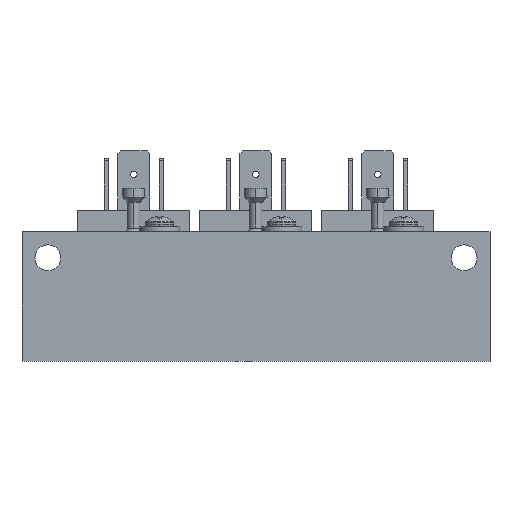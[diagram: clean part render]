
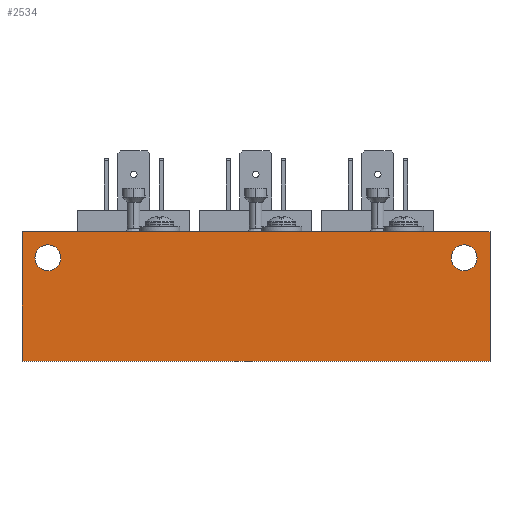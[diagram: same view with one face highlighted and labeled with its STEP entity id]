
A CAD part, front view. The second image highlights one B-rep face of the part: STEP entity #2534.
In plain terms, the highlighted planar face has unit normal (0, -1, 0).
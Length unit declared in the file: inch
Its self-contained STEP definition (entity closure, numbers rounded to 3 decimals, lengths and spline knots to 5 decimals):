
#122 = VERTEX_POINT ( 'NONE', #27459 ) ;
#139 = DIRECTION ( 'NONE',  ( 0., -1., 0. ) ) ;
#246 = EDGE_CURVE ( 'NONE', #14579, #20867, #11796, .T. ) ;
#614 = DIRECTION ( 'NONE',  ( 1., 0., 0. ) ) ;
#652 = DIRECTION ( 'NONE',  ( 0., 0., 1. ) ) ;
#1108 = DIRECTION ( 'NONE',  ( 0., 0., 1. ) ) ;
#1343 = LINE ( 'NONE', #29470, #8656 ) ;
#1667 = DIRECTION ( 'NONE',  ( 0., 0., 1. ) ) ;
#2534 = ADVANCED_FACE ( 'Defeatured_0_15', ( #14254, #23619, #2564 ), #11945, .F. ) ;
#2564 = FACE_BOUND ( 'NONE', #5825, .T. ) ;
#2631 = CARTESIAN_POINT ( 'NONE',  ( 0., 0., 0. ) ) ;
#3100 = VERTEX_POINT ( 'NONE', #16661 ) ;
#3105 = EDGE_CURVE ( 'NONE', #3100, #122, #29820, .T. ) ;
#3619 = VERTEX_POINT ( 'NONE', #21984 ) ;
#3819 = VERTEX_POINT ( 'NONE', #14151 ) ;
#3970 = CARTESIAN_POINT ( 'NONE',  ( -3.425, 0., -0.2 ) ) ;
#4127 = ORIENTED_EDGE ( 'NONE', *, *, #16267, .F. ) ;
#4312 = CARTESIAN_POINT ( 'NONE',  ( -0.2, 0., -0.2 ) ) ;
#4447 = CARTESIAN_POINT ( 'NONE',  ( -3.625, 0., 0. ) ) ;
#5007 = CARTESIAN_POINT ( 'NONE',  ( 0., 0., 0. ) ) ;
#5825 = EDGE_LOOP ( 'NONE', ( #30427, #29374 ) ) ;
#6261 = CARTESIAN_POINT ( 'NONE',  ( -3.625, 0., -1. ) ) ;
#6447 = EDGE_CURVE ( 'NONE', #14579, #29027, #17307, .T. ) ;
#7728 = DIRECTION ( 'NONE',  ( 0., -1., 0. ) ) ;
#8178 = EDGE_LOOP ( 'NONE', ( #29459, #14912, #17928, #11538 ) ) ;
#8592 = EDGE_CURVE ( 'NONE', #20867, #3619, #1343, .T. ) ;
#8656 = VECTOR ( 'NONE', #10421, 39.37008 ) ;
#9638 = EDGE_CURVE ( 'NONE', #22000, #3819, #15972, .T. ) ;
#9784 = VECTOR ( 'NONE', #614, 39.37008 ) ;
#10103 = CARTESIAN_POINT ( 'NONE',  ( -3.625, 0., -0.5 ) ) ;
#10283 = VECTOR ( 'NONE', #28851, 39.37008 ) ;
#10421 = DIRECTION ( 'NONE',  ( 0., 0., 1. ) ) ;
#11538 = ORIENTED_EDGE ( 'NONE', *, *, #6447, .F. ) ;
#11796 = LINE ( 'NONE', #21150, #14616 ) ;
#11945 = PLANE ( 'NONE',  #15557 ) ;
#13359 = DIRECTION ( 'NONE',  ( 0., -1., 0. ) ) ;
#14151 = CARTESIAN_POINT ( 'NONE',  ( -3.425, 0., -0.3 ) ) ;
#14254 = FACE_OUTER_BOUND ( 'NONE', #8178, .T. ) ;
#14464 = LINE ( 'NONE', #2631, #9784 ) ;
#14579 = VERTEX_POINT ( 'NONE', #6261 ) ;
#14616 = VECTOR ( 'NONE', #23307, 39.37008 ) ;
#14912 = ORIENTED_EDGE ( 'NONE', *, *, #8592, .T. ) ;
#15408 = CIRCLE ( 'NONE', #26232, 0.1 ) ;
#15557 = AXIS2_PLACEMENT_3D ( 'NONE', #5007, #16387, #1108 ) ;
#15972 = CIRCLE ( 'NONE', #20378, 0.1 ) ;
#16260 = DIRECTION ( 'NONE',  ( 0., -1., 0. ) ) ;
#16267 = EDGE_CURVE ( 'NONE', #122, #3100, #23275, .T. ) ;
#16387 = DIRECTION ( 'NONE',  ( 0., 1., 0. ) ) ;
#16547 = AXIS2_PLACEMENT_3D ( 'NONE', #19395, #7728, #652 ) ;
#16661 = CARTESIAN_POINT ( 'NONE',  ( -0.2, 0., -0.3 ) ) ;
#17307 = LINE ( 'NONE', #10103, #10283 ) ;
#17636 = EDGE_CURVE ( 'NONE', #3819, #22000, #15408, .T. ) ;
#17928 = ORIENTED_EDGE ( 'NONE', *, *, #27628, .F. ) ;
#18332 = CARTESIAN_POINT ( 'NONE',  ( 0., 0., -1. ) ) ;
#19395 = CARTESIAN_POINT ( 'NONE',  ( -0.2, 0., -0.2 ) ) ;
#20378 = AXIS2_PLACEMENT_3D ( 'NONE', #3970, #13359, #1667 ) ;
#20867 = VERTEX_POINT ( 'NONE', #18332 ) ;
#21150 = CARTESIAN_POINT ( 'NONE',  ( 0., 0., -1. ) ) ;
#21379 = EDGE_LOOP ( 'NONE', ( #4127, #22279 ) ) ;
#21984 = CARTESIAN_POINT ( 'NONE',  ( 0., 0., 0. ) ) ;
#22000 = VERTEX_POINT ( 'NONE', #24564 ) ;
#22279 = ORIENTED_EDGE ( 'NONE', *, *, #3105, .F. ) ;
#23275 = CIRCLE ( 'NONE', #26679, 0.1 ) ;
#23307 = DIRECTION ( 'NONE',  ( 1., 0., 0. ) ) ;
#23619 = FACE_BOUND ( 'NONE', #21379, .T. ) ;
#23634 = DIRECTION ( 'NONE',  ( 0., 0., 1. ) ) ;
#24564 = CARTESIAN_POINT ( 'NONE',  ( -3.425, 0., -0.1 ) ) ;
#25323 = CARTESIAN_POINT ( 'NONE',  ( -3.425, 0., -0.2 ) ) ;
#26232 = AXIS2_PLACEMENT_3D ( 'NONE', #25323, #16260, #23634 ) ;
#26679 = AXIS2_PLACEMENT_3D ( 'NONE', #4312, #139, #30286 ) ;
#27459 = CARTESIAN_POINT ( 'NONE',  ( -0.2, 0., -0.1 ) ) ;
#27628 = EDGE_CURVE ( 'NONE', #29027, #3619, #14464, .T. ) ;
#28851 = DIRECTION ( 'NONE',  ( 0., 0., 1. ) ) ;
#29027 = VERTEX_POINT ( 'NONE', #4447 ) ;
#29374 = ORIENTED_EDGE ( 'NONE', *, *, #17636, .F. ) ;
#29459 = ORIENTED_EDGE ( 'NONE', *, *, #246, .T. ) ;
#29470 = CARTESIAN_POINT ( 'NONE',  ( 0., 0., -0.5 ) ) ;
#29820 = CIRCLE ( 'NONE', #16547, 0.1 ) ;
#30286 = DIRECTION ( 'NONE',  ( 0., 0., 1. ) ) ;
#30427 = ORIENTED_EDGE ( 'NONE', *, *, #9638, .F. ) ;
